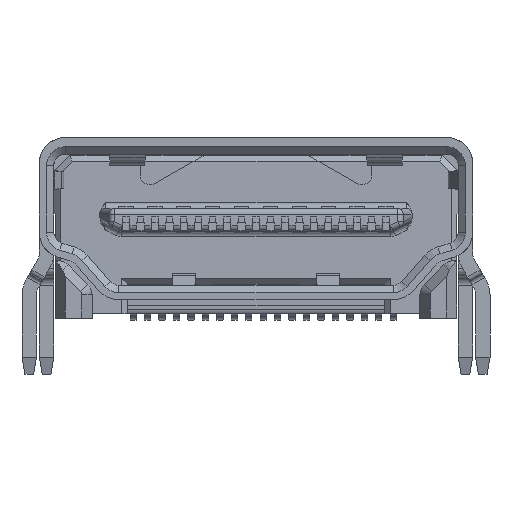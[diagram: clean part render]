
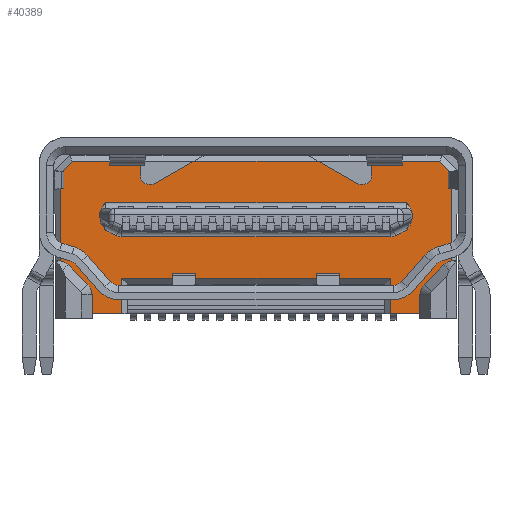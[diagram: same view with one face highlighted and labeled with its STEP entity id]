
A CAD part, front view. The second image highlights one B-rep face of the part: STEP entity #40389.
In plain terms, the highlighted face is planar.
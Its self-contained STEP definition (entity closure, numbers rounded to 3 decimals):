
#992=CIRCLE('',#42993,0.3);
#993=CIRCLE('',#42996,0.3);
#994=CIRCLE('',#43000,0.3);
#995=CIRCLE('',#43012,0.5);
#996=CIRCLE('',#43013,0.3);
#997=CIRCLE('',#43014,0.3);
#998=CIRCLE('',#43015,0.3);
#999=CIRCLE('',#43016,0.5);
#2997=FACE_OUTER_BOUND('',#5264,.T.);
#5264=EDGE_LOOP('',(#32736,#32737,#32738,#32739,#32740,#32741,#32742,#32743,
#32744,#32745,#32746,#32747,#32748,#32749,#32750,#32751,#32752,#32753,#32754,
#32755,#32756,#32757,#32758,#32759,#32760,#32761,#32762,#32763,#32764,#32765));
#9392=LINE('',#62016,#14325);
#9398=LINE('',#62029,#14331);
#9415=LINE('',#62074,#14348);
#9423=LINE('',#62088,#14356);
#9426=LINE('',#62096,#14359);
#9429=LINE('',#62104,#14362);
#9438=LINE('',#62128,#14371);
#9454=LINE('',#62159,#14387);
#9457=LINE('',#62165,#14390);
#9458=LINE('',#62167,#14391);
#9459=LINE('',#62169,#14392);
#9460=LINE('',#62173,#14393);
#9461=LINE('',#62174,#14394);
#9462=LINE('',#62178,#14395);
#9463=LINE('',#62182,#14396);
#9464=LINE('',#62185,#14397);
#9465=LINE('',#62187,#14398);
#9466=LINE('',#62189,#14399);
#9467=LINE('',#62191,#14400);
#9468=LINE('',#62194,#14401);
#9469=LINE('',#62196,#14402);
#9470=LINE('',#62197,#14403);
#14325=VECTOR('',#50772,2.35);
#14331=VECTOR('',#50782,4.293);
#14348=VECTOR('',#50813,2.3);
#14356=VECTOR('',#50825,1.52);
#14359=VECTOR('',#50834,0.088);
#14362=VECTOR('',#50843,0.4);
#14371=VECTOR('',#50868,2.3);
#14387=VECTOR('',#50894,1.84);
#14390=VECTOR('',#50899,1.23);
#14391=VECTOR('',#50900,1.84);
#14392=VECTOR('',#50901,0.093);
#14393=VECTOR('',#50904,3.069);
#14394=VECTOR('',#50905,0.541);
#14395=VECTOR('',#50908,0.4);
#14396=VECTOR('',#50911,0.088);
#14397=VECTOR('',#50914,1.52);
#14398=VECTOR('',#50915,2.35);
#14399=VECTOR('',#50916,0.541);
#14400=VECTOR('',#50917,3.069);
#14401=VECTOR('',#50920,0.093);
#14402=VECTOR('',#50921,1.23);
#14403=VECTOR('',#50922,9.3);
#18233=VERTEX_POINT('',#62013);
#18234=VERTEX_POINT('',#62015);
#18238=VERTEX_POINT('',#62026);
#18239=VERTEX_POINT('',#62028);
#18259=VERTEX_POINT('',#62072);
#18260=VERTEX_POINT('',#62073);
#18264=VERTEX_POINT('',#62086);
#18265=VERTEX_POINT('',#62090);
#18266=VERTEX_POINT('',#62094);
#18267=VERTEX_POINT('',#62098);
#18268=VERTEX_POINT('',#62102);
#18270=VERTEX_POINT('',#62108);
#18274=VERTEX_POINT('',#62126);
#18275=VERTEX_POINT('',#62127);
#18285=VERTEX_POINT('',#62158);
#18287=VERTEX_POINT('',#62164);
#18288=VERTEX_POINT('',#62166);
#18289=VERTEX_POINT('',#62168);
#18290=VERTEX_POINT('',#62170);
#18291=VERTEX_POINT('',#62172);
#18292=VERTEX_POINT('',#62175);
#18293=VERTEX_POINT('',#62177);
#18294=VERTEX_POINT('',#62179);
#18295=VERTEX_POINT('',#62181);
#18296=VERTEX_POINT('',#62183);
#18297=VERTEX_POINT('',#62186);
#18298=VERTEX_POINT('',#62188);
#18299=VERTEX_POINT('',#62190);
#18300=VERTEX_POINT('',#62192);
#18301=VERTEX_POINT('',#62195);
#23235=EDGE_CURVE('',#18233,#18234,#9392,.T.);
#23242=EDGE_CURVE('',#18238,#18239,#9398,.T.);
#23264=EDGE_CURVE('',#18259,#18260,#9415,.T.);
#23272=EDGE_CURVE('',#18264,#18238,#9423,.T.);
#23274=EDGE_CURVE('',#18265,#18264,#992,.T.);
#23276=EDGE_CURVE('',#18266,#18265,#9426,.T.);
#23278=EDGE_CURVE('',#18267,#18266,#993,.T.);
#23280=EDGE_CURVE('',#18268,#18267,#9429,.T.);
#23283=EDGE_CURVE('',#18270,#18268,#994,.T.);
#23291=EDGE_CURVE('',#18274,#18275,#9438,.T.);
#23307=EDGE_CURVE('',#18285,#18275,#9454,.T.);
#23310=EDGE_CURVE('',#18260,#18287,#9457,.T.);
#23311=EDGE_CURVE('',#18259,#18288,#9458,.T.);
#23312=EDGE_CURVE('',#18288,#18289,#9459,.T.);
#23313=EDGE_CURVE('',#18289,#18290,#995,.T.);
#23314=EDGE_CURVE('',#18290,#18291,#9460,.T.);
#23315=EDGE_CURVE('',#18291,#18234,#9461,.T.);
#23316=EDGE_CURVE('',#18292,#18233,#996,.T.);
#23317=EDGE_CURVE('',#18293,#18292,#9462,.T.);
#23318=EDGE_CURVE('',#18294,#18293,#997,.T.);
#23319=EDGE_CURVE('',#18295,#18294,#9463,.T.);
#23320=EDGE_CURVE('',#18296,#18295,#998,.T.);
#23321=EDGE_CURVE('',#18239,#18296,#9464,.T.);
#23322=EDGE_CURVE('',#18297,#18270,#9465,.T.);
#23323=EDGE_CURVE('',#18297,#18298,#9466,.T.);
#23324=EDGE_CURVE('',#18299,#18298,#9467,.T.);
#23325=EDGE_CURVE('',#18299,#18300,#999,.T.);
#23326=EDGE_CURVE('',#18300,#18285,#9468,.T.);
#23327=EDGE_CURVE('',#18301,#18274,#9469,.T.);
#23328=EDGE_CURVE('',#18287,#18301,#9470,.T.);
#32736=ORIENTED_EDGE('',*,*,#23310,.F.);
#32737=ORIENTED_EDGE('',*,*,#23264,.F.);
#32738=ORIENTED_EDGE('',*,*,#23311,.T.);
#32739=ORIENTED_EDGE('',*,*,#23312,.T.);
#32740=ORIENTED_EDGE('',*,*,#23313,.T.);
#32741=ORIENTED_EDGE('',*,*,#23314,.T.);
#32742=ORIENTED_EDGE('',*,*,#23315,.T.);
#32743=ORIENTED_EDGE('',*,*,#23235,.F.);
#32744=ORIENTED_EDGE('',*,*,#23316,.F.);
#32745=ORIENTED_EDGE('',*,*,#23317,.F.);
#32746=ORIENTED_EDGE('',*,*,#23318,.F.);
#32747=ORIENTED_EDGE('',*,*,#23319,.F.);
#32748=ORIENTED_EDGE('',*,*,#23320,.F.);
#32749=ORIENTED_EDGE('',*,*,#23321,.F.);
#32750=ORIENTED_EDGE('',*,*,#23242,.F.);
#32751=ORIENTED_EDGE('',*,*,#23272,.F.);
#32752=ORIENTED_EDGE('',*,*,#23274,.F.);
#32753=ORIENTED_EDGE('',*,*,#23276,.F.);
#32754=ORIENTED_EDGE('',*,*,#23278,.F.);
#32755=ORIENTED_EDGE('',*,*,#23280,.F.);
#32756=ORIENTED_EDGE('',*,*,#23283,.F.);
#32757=ORIENTED_EDGE('',*,*,#23322,.F.);
#32758=ORIENTED_EDGE('',*,*,#23323,.T.);
#32759=ORIENTED_EDGE('',*,*,#23324,.F.);
#32760=ORIENTED_EDGE('',*,*,#23325,.T.);
#32761=ORIENTED_EDGE('',*,*,#23326,.T.);
#32762=ORIENTED_EDGE('',*,*,#23307,.T.);
#32763=ORIENTED_EDGE('',*,*,#23291,.F.);
#32764=ORIENTED_EDGE('',*,*,#23327,.F.);
#32765=ORIENTED_EDGE('',*,*,#23328,.F.);
#38452=PLANE('',#43011);
#40389=ADVANCED_FACE('',(#2997),#38452,.T.);
#42993=AXIS2_PLACEMENT_3D('',#62092,#50829,#50830);
#42996=AXIS2_PLACEMENT_3D('',#62100,#50838,#50839);
#43000=AXIS2_PLACEMENT_3D('',#62110,#50849,#50850);
#43011=AXIS2_PLACEMENT_3D('',#62163,#50897,#50898);
#43012=AXIS2_PLACEMENT_3D('',#62171,#50902,#50903);
#43013=AXIS2_PLACEMENT_3D('',#62176,#50906,#50907);
#43014=AXIS2_PLACEMENT_3D('',#62180,#50909,#50910);
#43015=AXIS2_PLACEMENT_3D('',#62184,#50912,#50913);
#43016=AXIS2_PLACEMENT_3D('',#62193,#50918,#50919);
#50772=DIRECTION('',(1.,0.,0.));
#50782=DIRECTION('',(1.,0.,0.));
#50813=DIRECTION('',(-1.,0.,0.));
#50825=DIRECTION('',(0.866,0.,-0.5));
#50829=DIRECTION('center_axis',(0.,1.,0.));
#50830=DIRECTION('ref_axis',(-0.5,0.,-0.866));
#50834=DIRECTION('',(1.,0.,0.));
#50838=DIRECTION('center_axis',(0.,1.,0.));
#50839=DIRECTION('ref_axis',(0.,0.,-1.));
#50843=DIRECTION('',(0.,0.,1.));
#50849=DIRECTION('center_axis',(0.,-1.,0.));
#50850=DIRECTION('ref_axis',(0.,0.,-1.));
#50868=DIRECTION('',(-1.,0.,0.));
#50894=DIRECTION('',(0.,0.,1.));
#50897=DIRECTION('center_axis',(0.,1.,0.));
#50898=DIRECTION('ref_axis',(-1.,0.,0.));
#50899=DIRECTION('',(0.,0.,-1.));
#50900=DIRECTION('',(0.,0.,-1.));
#50901=DIRECTION('',(-1.,0.,0.));
#50902=DIRECTION('center_axis',(0.,1.,0.));
#50903=DIRECTION('ref_axis',(0.707,0.,0.707));
#50904=DIRECTION('',(0.,0.,-1.));
#50905=DIRECTION('',(-0.707,0.,-0.707));
#50906=DIRECTION('center_axis',(0.,-1.,0.));
#50907=DIRECTION('ref_axis',(-1.,0.,0.));
#50908=DIRECTION('',(0.,0.,-1.));
#50909=DIRECTION('center_axis',(0.,1.,0.));
#50910=DIRECTION('ref_axis',(-1.,0.,0.));
#50911=DIRECTION('',(1.,0.,0.));
#50912=DIRECTION('center_axis',(0.,1.,0.));
#50913=DIRECTION('ref_axis',(0.,0.,-1.));
#50914=DIRECTION('',(0.866,0.,0.5));
#50915=DIRECTION('',(1.,0.,0.));
#50916=DIRECTION('',(-0.707,0.,0.707));
#50917=DIRECTION('',(0.,0.,-1.));
#50918=DIRECTION('center_axis',(0.,1.,0.));
#50919=DIRECTION('ref_axis',(0.,0.,1.));
#50920=DIRECTION('',(-1.,0.,0.));
#50921=DIRECTION('',(0.,0.,1.));
#50922=DIRECTION('',(-1.,0.,0.));
#62013=CARTESIAN_POINT('',(4.017,0.,-2.025));
#62015=CARTESIAN_POINT('',(6.367,0.,-2.025));
#62016=CARTESIAN_POINT('',(-6.367,0.,-2.025));
#62026=CARTESIAN_POINT('',(-2.146,0.,-2.025));
#62028=CARTESIAN_POINT('',(2.146,0.,-2.025));
#62029=CARTESIAN_POINT('',(-6.367,0.,-2.025));
#62072=CARTESIAN_POINT('',(6.95,0.,3.255));
#62073=CARTESIAN_POINT('',(4.65,0.,3.255));
#62074=CARTESIAN_POINT('',(5.675,0.,3.255));
#62086=CARTESIAN_POINT('',(-3.462,0.,-1.265));
#62088=CARTESIAN_POINT('',(-1.642,0.,-2.316));
#62090=CARTESIAN_POINT('',(-3.612,0.,-1.225));
#62092=CARTESIAN_POINT('Origin',(-3.612,0.,-1.525));
#62094=CARTESIAN_POINT('',(-3.7,0.,-1.225));
#62096=CARTESIAN_POINT('',(-1.806,0.,-1.225));
#62098=CARTESIAN_POINT('',(-4.,0.,-1.525));
#62100=CARTESIAN_POINT('Origin',(-3.7,0.,-1.525));
#62102=CARTESIAN_POINT('',(-4.,0.,-1.925));
#62104=CARTESIAN_POINT('',(-4.,0.,-0.763));
#62108=CARTESIAN_POINT('',(-4.017,0.,-2.025));
#62110=CARTESIAN_POINT('Origin',(-4.3,0.,-1.925));
#62126=CARTESIAN_POINT('',(-4.65,0.,3.255));
#62127=CARTESIAN_POINT('',(-6.95,0.,3.255));
#62128=CARTESIAN_POINT('',(-4.65,0.,3.255));
#62158=CARTESIAN_POINT('',(-6.95,0.,1.415));
#62159=CARTESIAN_POINT('',(-6.95,0.,-0.795));
#62163=CARTESIAN_POINT('Origin',(0.,0.,0.));
#62164=CARTESIAN_POINT('',(4.65,0.,2.025));
#62165=CARTESIAN_POINT('',(4.65,0.,2.275));
#62166=CARTESIAN_POINT('',(6.95,0.,1.415));
#62167=CARTESIAN_POINT('',(6.95,0.,0.675));
#62168=CARTESIAN_POINT('',(6.857,0.,1.415));
#62169=CARTESIAN_POINT('',(3.475,0.,1.415));
#62170=CARTESIAN_POINT('',(6.75,0.,1.427));
#62171=CARTESIAN_POINT('Origin',(6.857,0.,1.915));
#62172=CARTESIAN_POINT('',(6.75,0.,-1.642));
#62173=CARTESIAN_POINT('',(6.75,0.,0.8));
#62174=CARTESIAN_POINT('',(6.75,0.,-1.642));
#62175=CARTESIAN_POINT('',(4.,0.,-1.925));
#62176=CARTESIAN_POINT('Origin',(4.3,0.,-1.925));
#62177=CARTESIAN_POINT('',(4.,0.,-1.525));
#62178=CARTESIAN_POINT('',(4.,0.,-0.963));
#62179=CARTESIAN_POINT('',(3.7,0.,-1.225));
#62180=CARTESIAN_POINT('Origin',(3.7,0.,-1.525));
#62181=CARTESIAN_POINT('',(3.612,0.,-1.225));
#62182=CARTESIAN_POINT('',(1.85,0.,-1.225));
#62183=CARTESIAN_POINT('',(3.462,0.,-1.265));
#62184=CARTESIAN_POINT('Origin',(3.612,0.,-1.525));
#62185=CARTESIAN_POINT('',(2.438,0.,-1.857));
#62186=CARTESIAN_POINT('',(-6.367,0.,-2.025));
#62187=CARTESIAN_POINT('',(-6.367,0.,-2.025));
#62188=CARTESIAN_POINT('',(-6.75,0.,-1.642));
#62189=CARTESIAN_POINT('',(-6.367,0.,-2.025));
#62190=CARTESIAN_POINT('',(-6.75,0.,1.427));
#62191=CARTESIAN_POINT('',(-6.75,0.,0.8));
#62192=CARTESIAN_POINT('',(-6.857,0.,1.415));
#62193=CARTESIAN_POINT('Origin',(-6.857,0.,1.915));
#62194=CARTESIAN_POINT('',(-3.325,0.,1.415));
#62195=CARTESIAN_POINT('',(-4.65,0.,2.025));
#62196=CARTESIAN_POINT('',(-4.65,0.,2.025));
#62197=CARTESIAN_POINT('',(4.65,0.,2.025));
